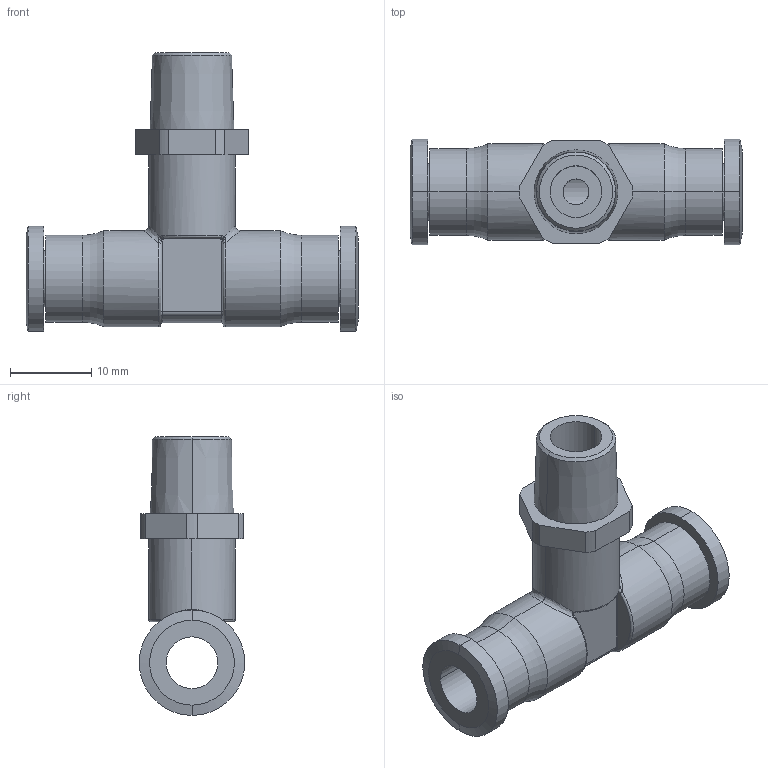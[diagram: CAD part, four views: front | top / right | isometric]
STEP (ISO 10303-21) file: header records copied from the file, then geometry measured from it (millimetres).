
FILE_DESCRIPTION((''),'2;1');
FILE_NAME('ILCP3012200','2006-11-21T',('KR'),(''),'PRO/ENGINEER BY PARAMETRIC TECHNOLOGY CORPORATION, 2005180','PRO/ENGINEER BY PARAMETRIC TECHNOLOGY CORPORATION, 2005180','');
FILE_SCHEMA(('AUTOMOTIVE_DESIGN_CC2 { 1 2 10303 214 -1 1 5 2 }'));
Length unit declared in the file: inch
Products named in the file (1): ILCP3012200
Bounding box: 40.79 x 12.95 x 34.26 mm (x, y, z)
Volume: 4127.8 mm3; surface area: 4087 mm2
Topology: 1 solids, 1 shells, 119 faces, 272 edges, 162 vertices
Faces by surface type: cylinder 43, bspline 28, plane 22, torus 18, cone 8
Entity records: 4498 total; most frequent: CARTESIAN_POINT 1804, ORIENTED_EDGE 544, DIRECTION 538, EDGE_CURVE 272, AXIS2_PLACEMENT_3D 231, VERTEX_POINT 162, CIRCLE 140, EDGE_LOOP 130
